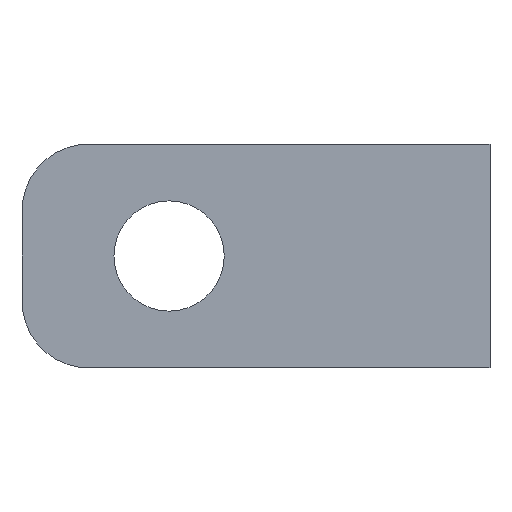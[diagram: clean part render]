
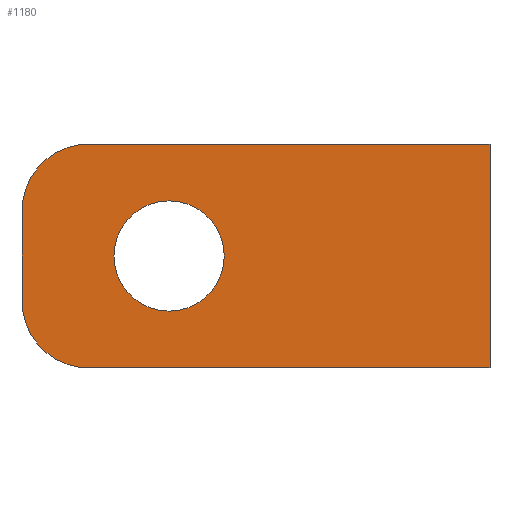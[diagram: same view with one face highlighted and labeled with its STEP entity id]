
A CAD part, front view. The second image highlights one B-rep face of the part: STEP entity #1180.
In plain terms, the highlighted planar face has unit normal (0, -1, 0).
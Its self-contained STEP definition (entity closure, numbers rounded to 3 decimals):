
#1 = CARTESIAN_POINT ( 'NONE',  ( -12., 0., -1.35 ) ) ;
#39 = EDGE_CURVE ( 'NONE', #2171, #335, #2170, .T. ) ;
#57 = DIRECTION ( 'NONE',  ( 0., -1., 0. ) ) ;
#78 = EDGE_CURVE ( 'NONE', #462, #1618, #1917, .T. ) ;
#90 = CARTESIAN_POINT ( 'NONE',  ( -9.6, 0., 0. ) ) ;
#102 = CARTESIAN_POINT ( 'NONE',  ( 0., 0., 3.35 ) ) ;
#150 = CARTESIAN_POINT ( 'NONE',  ( -14., 0., -1.35 ) ) ;
#169 = ORIENTED_EDGE ( 'NONE', *, *, #2137, .F. ) ;
#187 = LINE ( 'NONE', #2162, #493 ) ;
#230 = CARTESIAN_POINT ( 'NONE',  ( -12., 0., 1.35 ) ) ;
#241 = VERTEX_POINT ( 'NONE', #605 ) ;
#247 = DIRECTION ( 'NONE',  ( 0., 0., 1. ) ) ;
#302 = ORIENTED_EDGE ( 'NONE', *, *, #897, .T. ) ;
#309 = DIRECTION ( 'NONE',  ( 0., -1., 0. ) ) ;
#315 = CIRCLE ( 'NONE', #1545, 2. ) ;
#335 = VERTEX_POINT ( 'NONE', #1437 ) ;
#370 = CARTESIAN_POINT ( 'NONE',  ( -9.6, 0., 0. ) ) ;
#409 = CIRCLE ( 'NONE', #1638, 1.65 ) ;
#446 = DIRECTION ( 'NONE',  ( 0., 0., -1. ) ) ;
#462 = VERTEX_POINT ( 'NONE', #636 ) ;
#472 = LINE ( 'NONE', #1487, #1857 ) ;
#493 = VECTOR ( 'NONE', #446, 1000. ) ;
#591 = PLANE ( 'NONE',  #1927 ) ;
#603 = LINE ( 'NONE', #1251, #919 ) ;
#605 = CARTESIAN_POINT ( 'NONE',  ( -14., 0., 1.35 ) ) ;
#630 = VERTEX_POINT ( 'NONE', #1744 ) ;
#636 = CARTESIAN_POINT ( 'NONE',  ( -9.6, 0., 1.65 ) ) ;
#648 = ORIENTED_EDGE ( 'NONE', *, *, #1153, .F. ) ;
#690 = AXIS2_PLACEMENT_3D ( 'NONE', #1, #309, #964 ) ;
#746 = DIRECTION ( 'NONE',  ( 0., 0., 1. ) ) ;
#761 = CIRCLE ( 'NONE', #690, 2. ) ;
#807 = EDGE_LOOP ( 'NONE', ( #1313, #302, #1059, #2064, #169, #850 ) ) ;
#850 = ORIENTED_EDGE ( 'NONE', *, *, #1451, .T. ) ;
#897 = EDGE_CURVE ( 'NONE', #1847, #1218, #761, .T. ) ;
#919 = VECTOR ( 'NONE', #924, 1000. ) ;
#922 = EDGE_CURVE ( 'NONE', #1218, #335, #472, .T. ) ;
#924 = DIRECTION ( 'NONE',  ( 1., 0., 0. ) ) ;
#931 = DIRECTION ( 'NONE',  ( 0., 1., 0. ) ) ;
#964 = DIRECTION ( 'NONE',  ( 0., 0., 1. ) ) ;
#1059 = ORIENTED_EDGE ( 'NONE', *, *, #922, .T. ) ;
#1078 = DIRECTION ( 'NONE',  ( 0., -1., 0. ) ) ;
#1103 = CARTESIAN_POINT ( 'NONE',  ( -12., 0., -3.35 ) ) ;
#1138 = VECTOR ( 'NONE', #2035, 1000. ) ;
#1153 = EDGE_CURVE ( 'NONE', #1618, #462, #409, .T. ) ;
#1180 = ADVANCED_FACE ( 'NONE', ( #2106, #1743 ), #591, .F. ) ;
#1218 = VERTEX_POINT ( 'NONE', #1103 ) ;
#1227 = DIRECTION ( 'NONE',  ( 0., -1., 0. ) ) ;
#1231 = EDGE_CURVE ( 'NONE', #241, #1847, #187, .T. ) ;
#1238 = DIRECTION ( 'NONE',  ( 0., 0., -1. ) ) ;
#1245 = DIRECTION ( 'NONE',  ( 0., 0., -1. ) ) ;
#1251 = CARTESIAN_POINT ( 'NONE',  ( 0., 0., 3.35 ) ) ;
#1313 = ORIENTED_EDGE ( 'NONE', *, *, #1231, .T. ) ;
#1355 = CARTESIAN_POINT ( 'NONE',  ( 0., 0., 3.35 ) ) ;
#1437 = CARTESIAN_POINT ( 'NONE',  ( 0., 0., -3.35 ) ) ;
#1451 = EDGE_CURVE ( 'NONE', #630, #241, #315, .T. ) ;
#1487 = CARTESIAN_POINT ( 'NONE',  ( 0., 0., -3.35 ) ) ;
#1519 = AXIS2_PLACEMENT_3D ( 'NONE', #370, #1227, #1245 ) ;
#1545 = AXIS2_PLACEMENT_3D ( 'NONE', #230, #57, #247 ) ;
#1618 = VERTEX_POINT ( 'NONE', #2119 ) ;
#1638 = AXIS2_PLACEMENT_3D ( 'NONE', #90, #1078, #1238 ) ;
#1655 = ORIENTED_EDGE ( 'NONE', *, *, #78, .F. ) ;
#1743 = FACE_OUTER_BOUND ( 'NONE', #807, .T. ) ;
#1744 = CARTESIAN_POINT ( 'NONE',  ( -12., 0., 3.35 ) ) ;
#1847 = VERTEX_POINT ( 'NONE', #150 ) ;
#1857 = VECTOR ( 'NONE', #2174, 1000. ) ;
#1917 = CIRCLE ( 'NONE', #1519, 1.65 ) ;
#1927 = AXIS2_PLACEMENT_3D ( 'NONE', #1940, #931, #746 ) ;
#1940 = CARTESIAN_POINT ( 'NONE',  ( 0., 0., 3.35 ) ) ;
#2035 = DIRECTION ( 'NONE',  ( 0., 0., -1. ) ) ;
#2064 = ORIENTED_EDGE ( 'NONE', *, *, #39, .F. ) ;
#2106 = FACE_BOUND ( 'NONE', #2125, .T. ) ;
#2119 = CARTESIAN_POINT ( 'NONE',  ( -9.6, 0., -1.65 ) ) ;
#2125 = EDGE_LOOP ( 'NONE', ( #648, #1655 ) ) ;
#2137 = EDGE_CURVE ( 'NONE', #630, #2171, #603, .T. ) ;
#2162 = CARTESIAN_POINT ( 'NONE',  ( -14., 0., 3.35 ) ) ;
#2170 = LINE ( 'NONE', #1355, #1138 ) ;
#2171 = VERTEX_POINT ( 'NONE', #102 ) ;
#2174 = DIRECTION ( 'NONE',  ( 1., 0., 0. ) ) ;
